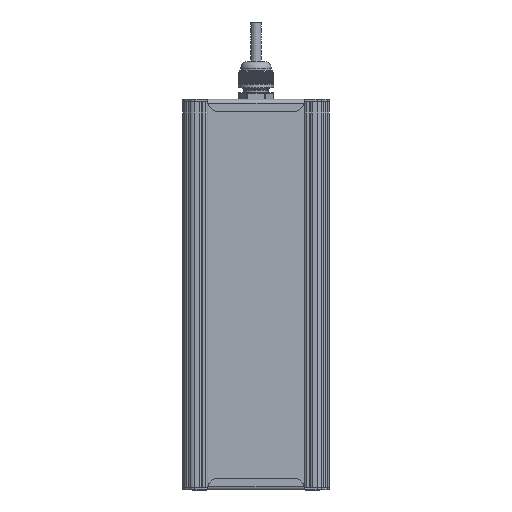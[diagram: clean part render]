
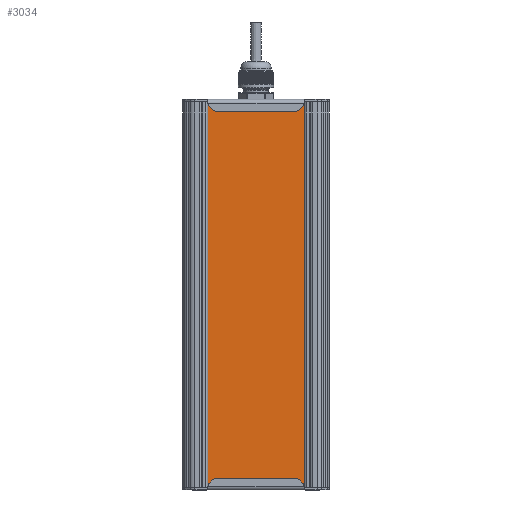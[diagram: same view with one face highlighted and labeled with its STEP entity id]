
A CAD part, front view. The second image highlights one B-rep face of the part: STEP entity #3034.
In plain terms, the highlighted face is planar.
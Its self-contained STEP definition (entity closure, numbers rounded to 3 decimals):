
#3034=ADVANCED_FACE('',(#10060),#10062,.T.);
#10060=FACE_BOUND('',#10061,.T.);
#10061=EDGE_LOOP('',(#36449,#36450,#36451,#36452));
#10062=PLANE('',#10063);
#10063=AXIS2_PLACEMENT_3D('',#10064,#10065,#10066);
#10064=CARTESIAN_POINT('',(120.465,593.492,117.308));
#10065=DIRECTION('',(0.,0.,-1.));
#10066=DIRECTION('',(0.,1.,0.));
#36449=ORIENTED_EDGE('',*,*,#42748,.T.);
#36450=ORIENTED_EDGE('',*,*,#42747,.T.);
#36451=ORIENTED_EDGE('',*,*,#42749,.F.);
#36452=ORIENTED_EDGE('',*,*,#42750,.F.);
#42747=EDGE_CURVE('',#48250,#48255,#48257,.T.);
#42748=EDGE_CURVE('',#48258,#48250,#48259,.T.);
#42749=EDGE_CURVE('',#48260,#48255,#48261,.T.);
#42750=EDGE_CURVE('',#48258,#48260,#48262,.T.);
#48250=VERTEX_POINT('',#67892);
#48255=VERTEX_POINT('',#67901);
#48257=LINE('',#67905,#67906);
#48258=VERTEX_POINT('',#67908);
#48259=LINE('',#67909,#67910);
#48260=VERTEX_POINT('',#67912);
#48261=LINE('',#67913,#67914);
#48262=LINE('',#67916,#67917);
#67892=CARTESIAN_POINT('',(120.465,679.838,117.308));
#67901=CARTESIAN_POINT('',(416.465,679.838,117.308));
#67905=CARTESIAN_POINT('',(120.465,679.838,117.308));
#67906=VECTOR('',#67907,1.);
#67907=DIRECTION('',(1.,0.,0.));
#67908=CARTESIAN_POINT('',(120.465,593.492,117.308));
#67909=CARTESIAN_POINT('',(120.465,593.492,117.308));
#67910=VECTOR('',#67911,1.);
#67911=DIRECTION('',(0.,1.,0.));
#67912=CARTESIAN_POINT('',(416.465,593.492,117.308));
#67913=CARTESIAN_POINT('',(416.465,593.492,117.308));
#67914=VECTOR('',#67915,1.);
#67915=DIRECTION('',(0.,1.,0.));
#67916=CARTESIAN_POINT('',(120.465,593.492,117.308));
#67917=VECTOR('',#67918,1.);
#67918=DIRECTION('',(1.,0.,0.));
